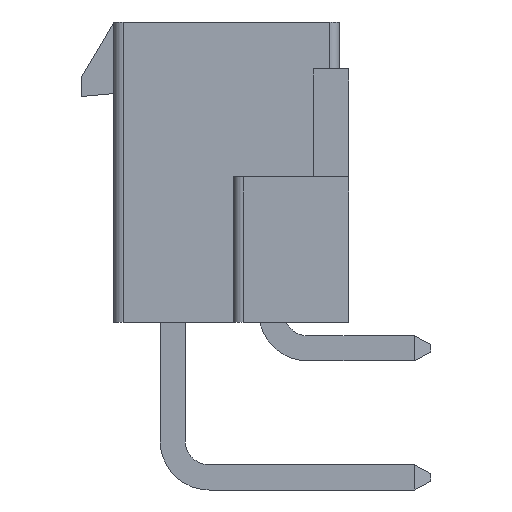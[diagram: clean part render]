
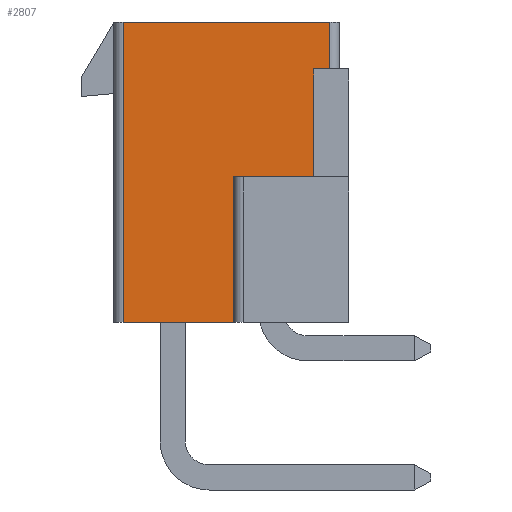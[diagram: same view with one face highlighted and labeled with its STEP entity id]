
A CAD part, left-side view. The second image highlights one B-rep face of the part: STEP entity #2807.
In plain terms, the highlighted planar face has unit normal (-1, 0, 0).
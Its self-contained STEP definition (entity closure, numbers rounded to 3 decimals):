
#45=DIRECTION('',(0.,1.,0.));
#46=VECTOR('',#45,8.8);
#47=CARTESIAN_POINT('',(-2.7,0.8,0.));
#48=LINE('',#47,#46);
#280=DIRECTION('',(0.,1.,0.));
#281=VECTOR('',#280,4.7);
#282=CARTESIAN_POINT('',(-2.7,4.9,-12.8));
#283=LINE('',#282,#281);
#931=DIRECTION('',(0.,1.,0.));
#932=VECTOR('',#931,0.7);
#933=CARTESIAN_POINT('',(-2.7,0.8,-2.));
#934=LINE('',#933,#932);
#935=DIRECTION('',(0.,0.,-1.));
#936=VECTOR('',#935,4.6);
#937=CARTESIAN_POINT('',(-2.7,1.5,-2.));
#938=LINE('',#937,#936);
#939=DIRECTION('',(0.,1.,0.));
#940=VECTOR('',#939,3.4);
#941=CARTESIAN_POINT('',(-2.7,1.5,-6.6));
#942=LINE('',#941,#940);
#943=DIRECTION('',(0.,0.,1.));
#944=VECTOR('',#943,6.2);
#945=CARTESIAN_POINT('',(-2.7,4.9,-12.8));
#946=LINE('',#945,#944);
#956=DIRECTION('',(0.,0.,1.));
#957=VECTOR('',#956,12.8);
#958=CARTESIAN_POINT('',(-2.7,9.6,-12.8));
#959=LINE('',#958,#957);
#1009=DIRECTION('',(0.,0.,1.));
#1010=VECTOR('',#1009,2.);
#1011=CARTESIAN_POINT('',(-2.7,0.8,-2.));
#1012=LINE('',#1011,#1010);
#1119=CARTESIAN_POINT('',(-2.7,4.9,-12.8));
#1120=CARTESIAN_POINT('',(-2.7,4.9,-6.6));
#1121=VERTEX_POINT('',#1119);
#1122=VERTEX_POINT('',#1120);
#1203=CARTESIAN_POINT('',(-2.7,1.5,-2.));
#1204=CARTESIAN_POINT('',(-2.7,1.5,-6.6));
#1205=VERTEX_POINT('',#1203);
#1206=VERTEX_POINT('',#1204);
#1363=CARTESIAN_POINT('',(-2.7,9.6,0.));
#1364=VERTEX_POINT('',#1363);
#1365=CARTESIAN_POINT('',(-2.7,9.6,-12.8));
#1366=VERTEX_POINT('',#1365);
#1375=CARTESIAN_POINT('',(-2.7,0.8,-2.));
#1376=CARTESIAN_POINT('',(-2.7,0.8,0.));
#1377=VERTEX_POINT('',#1375);
#1378=VERTEX_POINT('',#1376);
#2789=CARTESIAN_POINT('',(-2.7,0.4,0.));
#2790=DIRECTION('',(-1.,0.,0.));
#2791=DIRECTION('',(0.,1.,0.));
#2792=AXIS2_PLACEMENT_3D('',#2789,#2790,#2791);
#2793=PLANE('',#2792);
#2795=ORIENTED_EDGE('',*,*,#2794,.T.);
#2796=ORIENTED_EDGE('',*,*,#1458,.F.);
#2798=ORIENTED_EDGE('',*,*,#2797,.F.);
#2799=ORIENTED_EDGE('',*,*,#2464,.T.);
#2800=ORIENTED_EDGE('',*,*,#2781,.T.);
#2801=ORIENTED_EDGE('',*,*,#2545,.T.);
#2803=ORIENTED_EDGE('',*,*,#2802,.F.);
#2804=ORIENTED_EDGE('',*,*,#1797,.T.);
#2805=EDGE_LOOP('',(#2795,#2796,#2798,#2799,#2800,#2801,#2803,#2804));
#2806=FACE_OUTER_BOUND('',#2805,.F.);
#2807=ADVANCED_FACE('',(#2806),#2793,.T.);
#1458=EDGE_CURVE('',#1378,#1364,#48,.T.);
#1797=EDGE_CURVE('',#1121,#1366,#283,.T.);
#2464=EDGE_CURVE('',#1377,#1205,#934,.T.);
#2545=EDGE_CURVE('',#1206,#1122,#942,.T.);
#2781=EDGE_CURVE('',#1205,#1206,#938,.T.);
#2794=EDGE_CURVE('',#1366,#1364,#959,.T.);
#2797=EDGE_CURVE('',#1377,#1378,#1012,.T.);
#2802=EDGE_CURVE('',#1121,#1122,#946,.T.);
